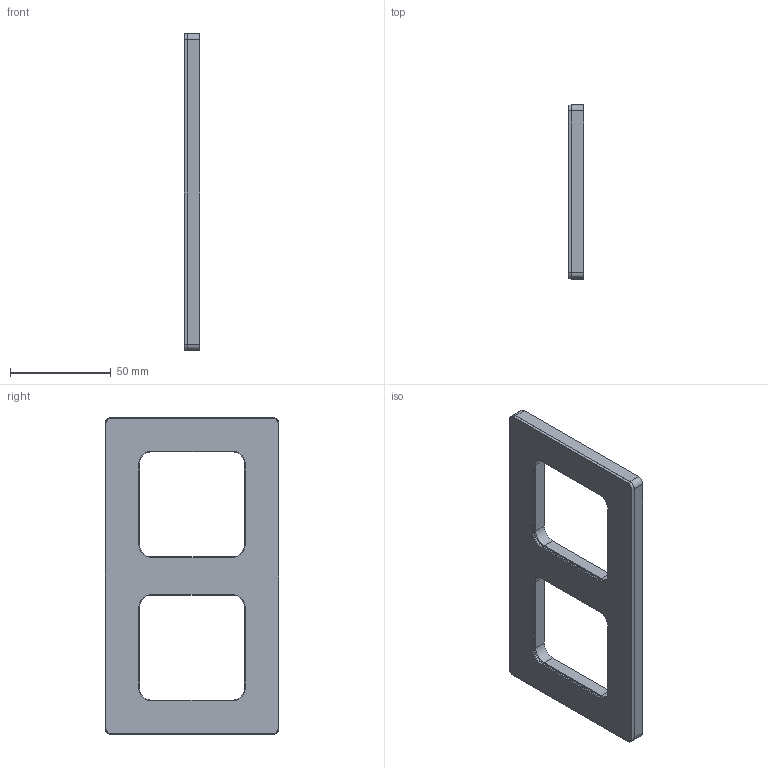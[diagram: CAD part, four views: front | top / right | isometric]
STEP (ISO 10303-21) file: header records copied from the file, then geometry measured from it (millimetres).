
FILE_DESCRIPTION (( 'STEP AP214' ), '1' );
FILE_NAME ('s86_bk2-z.STEP', '2025-03-24T08:30:10', ( '' ), ( '' ), 'SwSTEP 2.0', 'SolidWorks 2022', '' );
FILE_SCHEMA (( 'AUTOMOTIVE_DESIGN' ));
Length unit declared in the file: millimetre
Products named in the file (1): s86_bk2-z
Bounding box: 7.8 x 86 x 157 mm (x, y, z)
Volume: 63400.2 mm3; surface area: 23266.3 mm2
Topology: 1 solids, 1 shells, 175 faces, 480 edges, 312 vertices
Faces by surface type: plane 87, cone 52, cylinder 24, torus 12
Entity records: 5672 total; most frequent: CARTESIAN_POINT 1160, ORIENTED_EDGE 960, DIRECTION 932, EDGE_CURVE 480, AXIS2_PLACEMENT_3D 340, VERTEX_POINT 312, LINE 252, VECTOR 252
